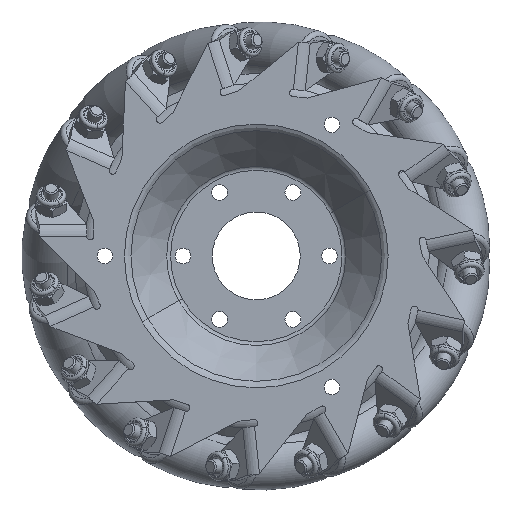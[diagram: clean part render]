
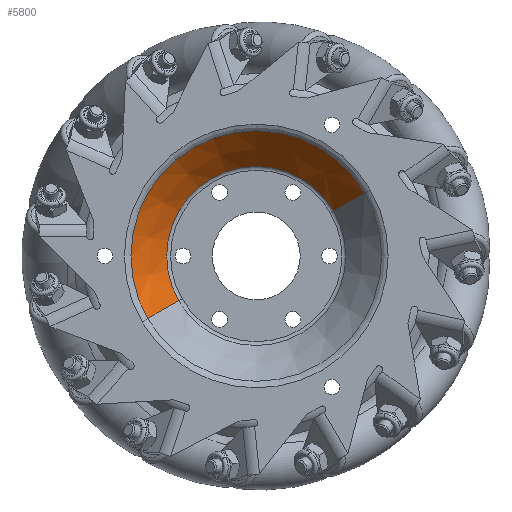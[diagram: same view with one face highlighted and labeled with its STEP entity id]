
A CAD part, left-side view. The second image highlights one B-rep face of the part: STEP entity #5800.
In plain terms, the highlighted conical face has half-angle 38.239 degrees and reference radius 28.622 mm.
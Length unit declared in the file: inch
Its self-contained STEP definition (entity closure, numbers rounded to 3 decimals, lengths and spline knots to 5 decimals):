
#549 = VERTEX_POINT ( 'NONE', #758 ) ;
#550 = VERTEX_POINT ( 'NONE', #759 ) ;
#557 = VERTEX_POINT ( 'NONE', #766 ) ;
#558 = VERTEX_POINT ( 'NONE', #767 ) ;
#758 = CARTESIAN_POINT ( 'NONE',  ( 0.7301, 0., 1.6037 ) ) ;
#759 = CARTESIAN_POINT ( 'NONE',  ( 0.7301, 0., -1.6037 ) ) ;
#766 = CARTESIAN_POINT ( 'NONE',  ( 0.14882, 0., 1.14562 ) ) ;
#767 = CARTESIAN_POINT ( 'NONE',  ( 0.14882, 0., -1.14562 ) ) ;
#1699 = AXIS2_PLACEMENT_3D ( 'NONE', #7737, #7738, #7739 ) ;
#4342 = EDGE_CURVE ( 'NONE', #558, #557, #7452, .T. ) ;
#4358 = EDGE_CURVE ( 'NONE', #557, #549, #7434, .T. ) ;
#4362 = EDGE_CURVE ( 'NONE', #549, #550, #7427, .T. ) ;
#4363 = EDGE_CURVE ( 'NONE', #558, #550, #7432, .T. ) ;
#5800 = ADVANCED_FACE ( 'NONE', ( #14360 ), #14551, .F. ) ;
#7427 = CIRCLE ( 'NONE', #8235, 1.6037 ) ;
#7432 = LINE ( 'NONE', #7797, #7458 ) ;
#7434 = LINE ( 'NONE', #7713, #7459 ) ;
#7452 = CIRCLE ( 'NONE', #1699, 1.14562 ) ;
#7458 = VECTOR ( 'NONE', #7798, 39.37008 ) ;
#7459 = VECTOR ( 'NONE', #7784, 39.37008 ) ;
#7713 = CARTESIAN_POINT ( 'NONE',  ( 0.125, 0., 1.12686 ) ) ;
#7737 = CARTESIAN_POINT ( 'NONE',  ( 0.14882, 0., 0. ) ) ;
#7738 = DIRECTION ( 'NONE',  ( -1., 0., 0. ) ) ;
#7739 = DIRECTION ( 'NONE',  ( 0., 0., -1. ) ) ;
#7784 = DIRECTION ( 'NONE',  ( 0.785, 0., 0.619 ) ) ;
#7794 = CARTESIAN_POINT ( 'NONE',  ( 0.7301, 0., 0. ) ) ;
#7795 = DIRECTION ( 'NONE',  ( 1., 0., 0. ) ) ;
#7796 = DIRECTION ( 'NONE',  ( 0., 0., 1. ) ) ;
#7797 = CARTESIAN_POINT ( 'NONE',  ( 0.125, 0., -1.12686 ) ) ;
#7798 = DIRECTION ( 'NONE',  ( 0.785, 0., -0.619 ) ) ;
#8235 = AXIS2_PLACEMENT_3D ( 'NONE', #7794, #7795, #7796 ) ;
#8494 = AXIS2_PLACEMENT_3D ( 'NONE', #10100, #10094, #10098 ) ;
#10094 = DIRECTION ( 'NONE',  ( 1., 0., 0. ) ) ;
#10098 = DIRECTION ( 'NONE',  ( 0., 0., -1. ) ) ;
#10100 = CARTESIAN_POINT ( 'NONE',  ( 0.125, 0., 0. ) ) ;
#10458 = ORIENTED_EDGE ( 'NONE', *, *, #4363, .F. ) ;
#10459 = ORIENTED_EDGE ( 'NONE', *, *, #4362, .T. ) ;
#10460 = ORIENTED_EDGE ( 'NONE', *, *, #4358, .T. ) ;
#10461 = ORIENTED_EDGE ( 'NONE', *, *, #4342, .T. ) ;
#11041 = EDGE_LOOP ( 'NONE', ( #10461, #10460, #10459, #10458 ) ) ;
#14360 = FACE_OUTER_BOUND ( 'NONE', #11041, .T. ) ;
#14551 = CONICAL_SURFACE ( 'NONE', #8494, 1.12686, 0.667 ) ;
